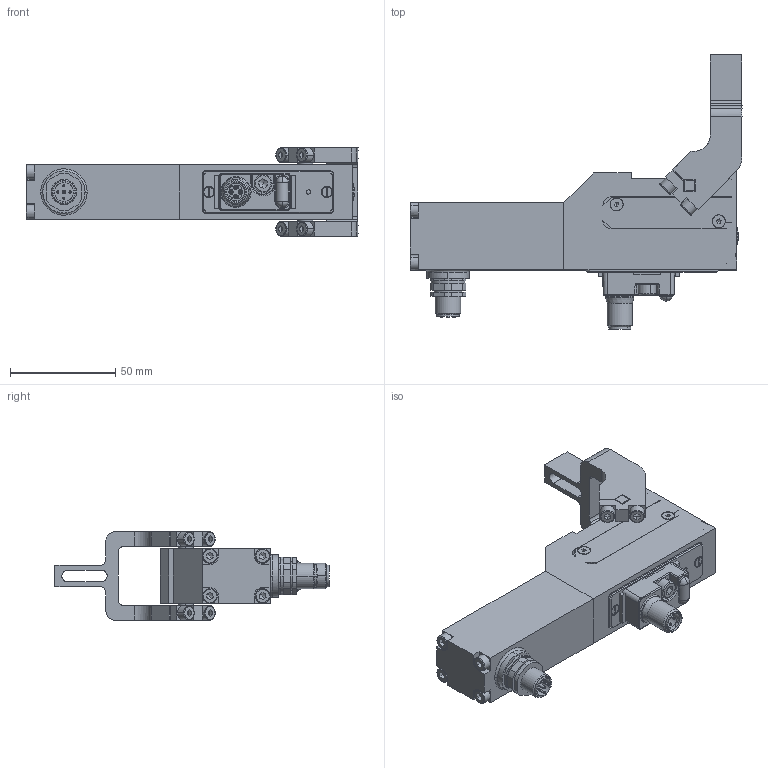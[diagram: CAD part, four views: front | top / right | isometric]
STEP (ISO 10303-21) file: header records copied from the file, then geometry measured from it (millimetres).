
FILE_DESCRIPTION(('CATIA V5 STEP Exchange'),'2;1');
FILE_NAME('EK_16_1_A17_T12_24V_1231041_TUENKERS.stp','2017-11-08T15:18:51+00:00',('none'),('none'),'CATIA Version 5-6 Release 2014 SP1 HF29','CATIA V5 STEP AP203','none');
FILE_SCHEMA(('CONFIG_CONTROL_DESIGN'));
Products named in the file (1): EK_16_1_A17_T12_24V_1231041_TUENKERS
Bounding box: 157.5 x 130.01 x 42 mm (x, y, z)
Volume: 122415.8 mm3; surface area: 73736.2 mm2
Topology: 5 solids, 33 shells, 1607 faces, 4295 edges, 2742 vertices
Faces by surface type: plane 725, cylinder 526, cone 247, torus 75, sphere 22, bspline 12
Entity records: 54334 total; most frequent: CARTESIAN_POINT 16584, ORIENTED_EDGE 8418, DIRECTION 6448, EDGE_CURVE 4209, VERTEX_POINT 2742, AXIS2_PLACEMENT_3D 2611, VECTOR 2300, LINE 2300
